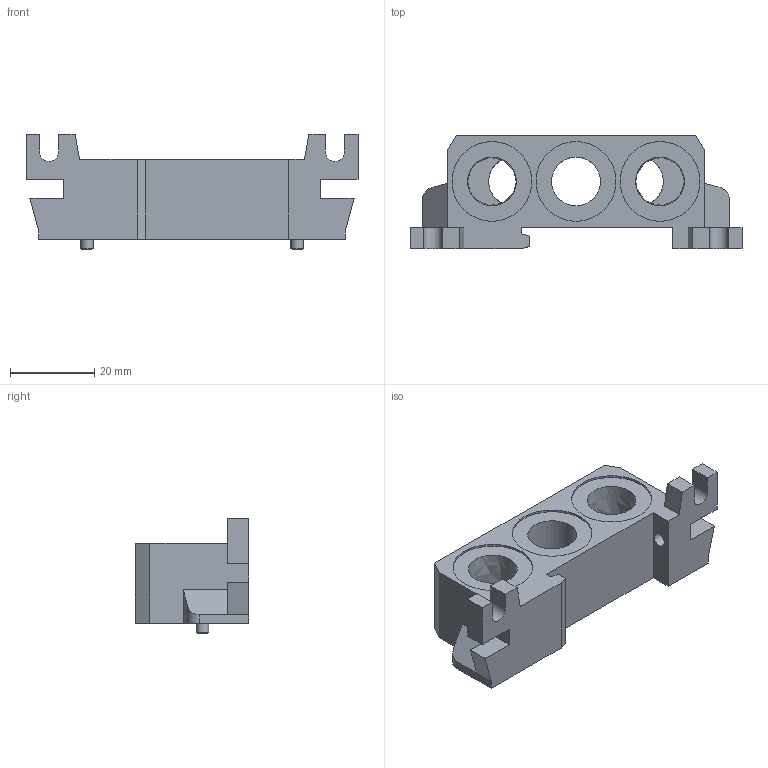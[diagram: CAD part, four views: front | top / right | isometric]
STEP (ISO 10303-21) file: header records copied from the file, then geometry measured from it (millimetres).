
FILE_DESCRIPTION((''),'2;1');
FILE_NAME('2430_03.stp','2006-01-04T09:07:31',('rivolro1'),(''),'Autodesk Inventor 10','Autodesk Inventor 10','');
FILE_SCHEMA(('AUTOMOTIVE_DESIGN { 1 0 10303 214 1 1 1 1 }'));
Length unit declared in the file: millimetre
Products named in the file (1): 2430_03
Bounding box: 79 x 27 x 27.5 mm (x, y, z)
Volume: 23224.2 mm3; surface area: 9676 mm2
Topology: 1 solids, 1 shells, 71 faces, 186 edges, 123 vertices
Faces by surface type: plane 45, bspline 18, cylinder 6, cone 2
Full cylindrical faces by diameter (mm): 3 x2
Entity records: 2228 total; most frequent: CARTESIAN_POINT 551, ORIENTED_EDGE 334, DIRECTION 313, EDGE_CURVE 167, VECTOR 129, LINE 129, VERTEX_POINT 118, EDGE_LOOP 99
